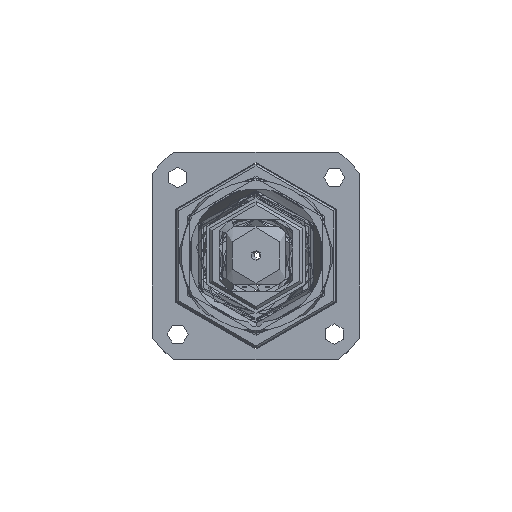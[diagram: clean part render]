
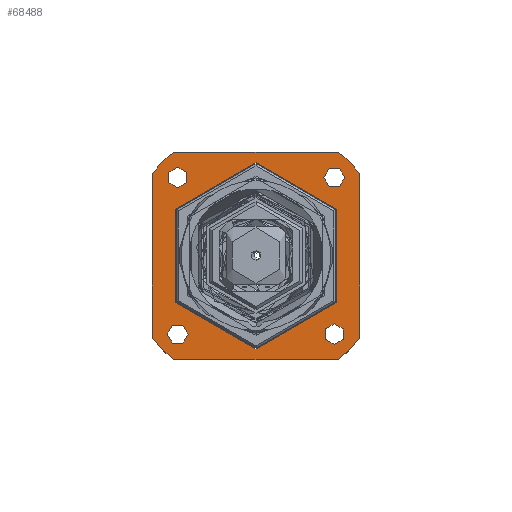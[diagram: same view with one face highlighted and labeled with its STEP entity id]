
A CAD part, top view. The second image highlights one B-rep face of the part: STEP entity #68488.
In plain terms, the highlighted planar face has unit normal (0, 0, 1).
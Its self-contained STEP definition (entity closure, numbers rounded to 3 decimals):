
#66915=DIRECTION('',(-1.,0.,0.));
#66916=VECTOR('',#66915,71.589);
#66917=CARTESIAN_POINT('',(35.795,-45.,578.9));
#66918=LINE('',#66917,#66916);
#66919=DIRECTION('',(0.,1.,0.));
#66920=VECTOR('',#66919,71.589);
#66921=CARTESIAN_POINT('',(-45.,-35.795,578.9));
#66922=LINE('',#66921,#66920);
#66923=DIRECTION('',(1.,0.,0.));
#66924=VECTOR('',#66923,71.589);
#66925=CARTESIAN_POINT('',(-35.795,45.,578.9));
#66926=LINE('',#66925,#66924);
#66927=DIRECTION('',(0.,-1.,0.));
#66928=VECTOR('',#66927,71.589);
#66929=CARTESIAN_POINT('',(45.,35.795,578.9));
#66930=LINE('',#66929,#66928);
#66931=CARTESIAN_POINT('',(-34.,-34.,578.9));
#66932=DIRECTION('',(0.,0.,1.));
#66933=DIRECTION('',(1.,0.,0.));
#66934=AXIS2_PLACEMENT_3D('',#66931,#66932,#66933);
#66936=CARTESIAN_POINT('',(-34.,-34.,578.9));
#66937=DIRECTION('',(0.,0.,1.));
#66938=DIRECTION('',(-1.,0.,0.));
#66939=AXIS2_PLACEMENT_3D('',#66936,#66937,#66938);
#66941=CARTESIAN_POINT('',(-34.,34.,578.9));
#66942=DIRECTION('',(0.,0.,1.));
#66943=DIRECTION('',(0.,-1.,0.));
#66944=AXIS2_PLACEMENT_3D('',#66941,#66942,#66943);
#66946=CARTESIAN_POINT('',(-34.,34.,578.9));
#66947=DIRECTION('',(0.,0.,1.));
#66948=DIRECTION('',(0.,1.,0.));
#66949=AXIS2_PLACEMENT_3D('',#66946,#66947,#66948);
#66951=CARTESIAN_POINT('',(34.,34.,578.9));
#66952=DIRECTION('',(0.,0.,1.));
#66953=DIRECTION('',(-1.,0.,0.));
#66954=AXIS2_PLACEMENT_3D('',#66951,#66952,#66953);
#66956=CARTESIAN_POINT('',(34.,34.,578.9));
#66957=DIRECTION('',(0.,0.,1.));
#66958=DIRECTION('',(1.,0.,0.));
#66959=AXIS2_PLACEMENT_3D('',#66956,#66957,#66958);
#66961=CARTESIAN_POINT('',(34.,-34.,578.9));
#66962=DIRECTION('',(0.,0.,1.));
#66963=DIRECTION('',(0.,1.,0.));
#66964=AXIS2_PLACEMENT_3D('',#66961,#66962,#66963);
#66966=CARTESIAN_POINT('',(34.,-34.,578.9));
#66967=DIRECTION('',(0.,0.,1.));
#66968=DIRECTION('',(0.,-1.,0.));
#66969=AXIS2_PLACEMENT_3D('',#66966,#66967,#66968);
#66971=CARTESIAN_POINT('',(0.,0.,578.9));
#66972=DIRECTION('',(0.,0.,1.));
#66973=DIRECTION('',(0.,-1.,0.));
#66974=AXIS2_PLACEMENT_3D('',#66971,#66972,#66973);
#66976=CARTESIAN_POINT('',(0.,0.,578.9));
#66977=DIRECTION('',(0.,0.,1.));
#66978=DIRECTION('',(0.,1.,0.));
#66979=AXIS2_PLACEMENT_3D('',#66976,#66977,#66978);
#68091=CARTESIAN_POINT('',(0.,0.,578.9));
#68092=DIRECTION('',(0.,0.,1.));
#68093=DIRECTION('',(-0.623,0.783,0.));
#68094=AXIS2_PLACEMENT_3D('',#68091,#68092,#68093);
#68109=CARTESIAN_POINT('',(0.,0.,578.9));
#68110=DIRECTION('',(0.,0.,1.));
#68111=DIRECTION('',(0.783,0.623,0.));
#68112=AXIS2_PLACEMENT_3D('',#68109,#68110,#68111);
#68127=CARTESIAN_POINT('',(0.,0.,578.9));
#68128=DIRECTION('',(0.,0.,1.));
#68129=DIRECTION('',(0.623,-0.783,0.));
#68130=AXIS2_PLACEMENT_3D('',#68127,#68128,#68129);
#68154=CARTESIAN_POINT('',(0.,0.,578.9));
#68155=DIRECTION('',(0.,0.,1.));
#68156=DIRECTION('',(-0.783,-0.623,0.));
#68157=AXIS2_PLACEMENT_3D('',#68154,#68155,#68156);
#68307=CARTESIAN_POINT('',(-45.,-35.795,578.9));
#68308=VERTEX_POINT('',#68307);
#68309=CARTESIAN_POINT('',(-45.,35.795,578.9));
#68310=VERTEX_POINT('',#68309);
#68315=CARTESIAN_POINT('',(-35.795,45.,578.9));
#68316=VERTEX_POINT('',#68315);
#68317=CARTESIAN_POINT('',(35.795,45.,578.9));
#68318=VERTEX_POINT('',#68317);
#68323=CARTESIAN_POINT('',(45.,35.795,578.9));
#68324=VERTEX_POINT('',#68323);
#68325=CARTESIAN_POINT('',(45.,-35.795,578.9));
#68326=VERTEX_POINT('',#68325);
#68331=CARTESIAN_POINT('',(35.795,-45.,578.9));
#68332=VERTEX_POINT('',#68331);
#68333=CARTESIAN_POINT('',(-35.795,-45.,578.9));
#68334=VERTEX_POINT('',#68333);
#68339=CARTESIAN_POINT('',(-29.5,-34.,578.9));
#68340=CARTESIAN_POINT('',(-38.5,-34.,578.9));
#68341=VERTEX_POINT('',#68339);
#68342=VERTEX_POINT('',#68340);
#68347=CARTESIAN_POINT('',(-34.,29.5,578.9));
#68348=CARTESIAN_POINT('',(-34.,38.5,578.9));
#68349=VERTEX_POINT('',#68347);
#68350=VERTEX_POINT('',#68348);
#68355=CARTESIAN_POINT('',(29.5,34.,578.9));
#68356=CARTESIAN_POINT('',(38.5,34.,578.9));
#68357=VERTEX_POINT('',#68355);
#68358=VERTEX_POINT('',#68356);
#68363=CARTESIAN_POINT('',(34.,-29.5,578.9));
#68364=CARTESIAN_POINT('',(34.,-38.5,578.9));
#68365=VERTEX_POINT('',#68363);
#68366=VERTEX_POINT('',#68364);
#68371=CARTESIAN_POINT('',(0.,40.4,578.9));
#68372=CARTESIAN_POINT('',(0.,-40.4,578.9));
#68373=VERTEX_POINT('',#68371);
#68374=VERTEX_POINT('',#68372);
#68435=CARTESIAN_POINT('',(0.,0.,578.9));
#68436=DIRECTION('',(0.,0.,-1.));
#68437=DIRECTION('',(0.,1.,0.));
#68438=AXIS2_PLACEMENT_3D('',#68435,#68436,#68437);
#68439=PLANE('',#68438);
#68441=ORIENTED_EDGE('',*,*,#68440,.T.);
#68443=ORIENTED_EDGE('',*,*,#68442,.F.);
#68445=ORIENTED_EDGE('',*,*,#68444,.T.);
#68447=ORIENTED_EDGE('',*,*,#68446,.F.);
#68449=ORIENTED_EDGE('',*,*,#68448,.T.);
#68451=ORIENTED_EDGE('',*,*,#68450,.F.);
#68453=ORIENTED_EDGE('',*,*,#68452,.T.);
#68455=ORIENTED_EDGE('',*,*,#68454,.F.);
#68456=EDGE_LOOP('',(#68441,#68443,#68445,#68447,#68449,#68451,#68453,#68455));
#68457=FACE_OUTER_BOUND('',#68456,.F.);
#68459=ORIENTED_EDGE('',*,*,#68458,.T.);
#68461=ORIENTED_EDGE('',*,*,#68460,.T.);
#68462=EDGE_LOOP('',(#68459,#68461));
#68463=FACE_BOUND('',#68462,.F.);
#68465=ORIENTED_EDGE('',*,*,#68464,.T.);
#68467=ORIENTED_EDGE('',*,*,#68466,.T.);
#68468=EDGE_LOOP('',(#68465,#68467));
#68469=FACE_BOUND('',#68468,.F.);
#68471=ORIENTED_EDGE('',*,*,#68470,.T.);
#68473=ORIENTED_EDGE('',*,*,#68472,.T.);
#68474=EDGE_LOOP('',(#68471,#68473));
#68475=FACE_BOUND('',#68474,.F.);
#68477=ORIENTED_EDGE('',*,*,#68476,.T.);
#68479=ORIENTED_EDGE('',*,*,#68478,.T.);
#68480=EDGE_LOOP('',(#68477,#68479));
#68481=FACE_BOUND('',#68480,.F.);
#68483=ORIENTED_EDGE('',*,*,#68482,.T.);
#68485=ORIENTED_EDGE('',*,*,#68484,.T.);
#68486=EDGE_LOOP('',(#68483,#68485));
#68487=FACE_BOUND('',#68486,.F.);
#68488=ADVANCED_FACE('',(#68457,#68463,#68469,#68475,#68481,#68487),#68439,.F.);
#66935=CIRCLE('',#66934,4.5);
#66940=CIRCLE('',#66939,4.5);
#66945=CIRCLE('',#66944,4.5);
#66950=CIRCLE('',#66949,4.5);
#66955=CIRCLE('',#66954,4.5);
#66960=CIRCLE('',#66959,4.5);
#66965=CIRCLE('',#66964,4.5);
#66970=CIRCLE('',#66969,4.5);
#66975=CIRCLE('',#66974,40.4);
#66980=CIRCLE('',#66979,40.4);
#68095=CIRCLE('',#68094,57.5);
#68113=CIRCLE('',#68112,57.5);
#68131=CIRCLE('',#68130,57.5);
#68158=CIRCLE('',#68157,57.5);
#68440=EDGE_CURVE('',#68332,#68334,#66918,.T.);
#68442=EDGE_CURVE('',#68308,#68334,#68158,.T.);
#68444=EDGE_CURVE('',#68308,#68310,#66922,.T.);
#68446=EDGE_CURVE('',#68316,#68310,#68095,.T.);
#68448=EDGE_CURVE('',#68316,#68318,#66926,.T.);
#68450=EDGE_CURVE('',#68324,#68318,#68113,.T.);
#68452=EDGE_CURVE('',#68324,#68326,#66930,.T.);
#68454=EDGE_CURVE('',#68332,#68326,#68131,.T.);
#68458=EDGE_CURVE('',#68341,#68342,#66935,.T.);
#68460=EDGE_CURVE('',#68342,#68341,#66940,.T.);
#68464=EDGE_CURVE('',#68349,#68350,#66945,.T.);
#68466=EDGE_CURVE('',#68350,#68349,#66950,.T.);
#68470=EDGE_CURVE('',#68357,#68358,#66955,.T.);
#68472=EDGE_CURVE('',#68358,#68357,#66960,.T.);
#68476=EDGE_CURVE('',#68365,#68366,#66965,.T.);
#68478=EDGE_CURVE('',#68366,#68365,#66970,.T.);
#68482=EDGE_CURVE('',#68374,#68373,#66975,.T.);
#68484=EDGE_CURVE('',#68373,#68374,#66980,.T.);
